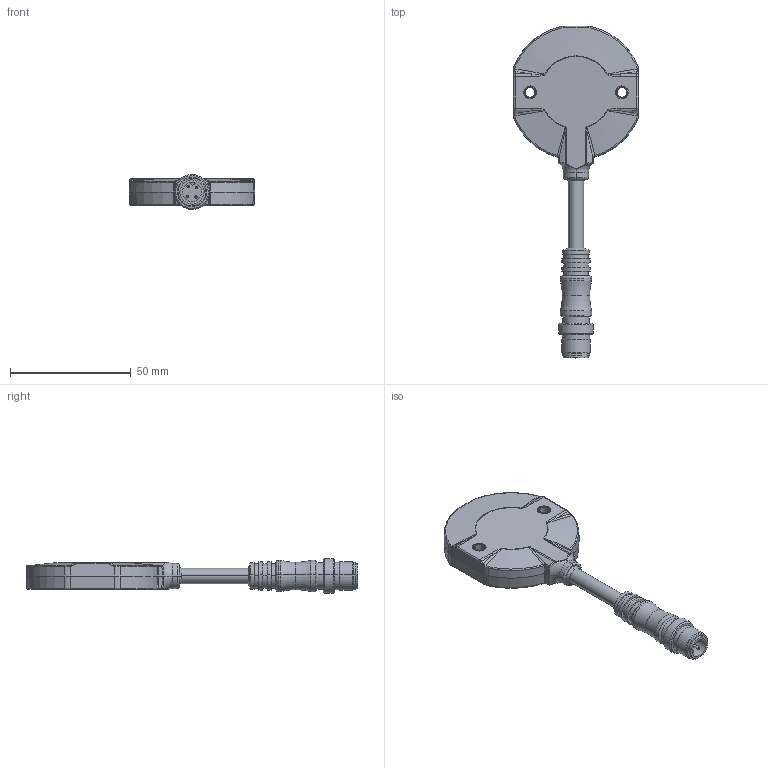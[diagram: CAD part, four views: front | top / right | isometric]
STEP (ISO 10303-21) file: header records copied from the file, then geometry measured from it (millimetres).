
FILE_DESCRIPTION (( 'STEP AP203' ), '1' );
FILE_NAME ('M131_ACW4_GMR.STEP', '2019-11-22T14:54:19', ( '' ), ( '' ), 'SwSTEP 2.0', 'SolidWorks 2017', '' );
FILE_SCHEMA (( 'CONFIG_CONTROL_DESIGN' ));
Length unit declared in the file: millimetre
Products named in the file (4): M131_ACW4_GMR; Surmoulage_final_mono_avec depouilles_capteur single; insert_male_insert tcw4 v4_DÚfaut; Fiche M12
Assembly tree (4 placements, depth 2):
  M131_ACW4_GMR
    Surmoulage_final_mono_avec depouilles_capteur single
    insert_male_insert tcw4 v4_DÚfaut  x2
    Fiche M12
Bounding box: 52 x 137.5 x 14.46 mm (x, y, z)
Volume: 32493.4 mm3; surface area: 11439.8 mm2
Topology: 4 solids, 4 shells, 759 faces, 1951 edges, 1232 vertices
Faces by surface type: plane 298, cylinder 192, bspline 142, cone 70, torus 53, sphere 4
Entity records: 23196 total; most frequent: CARTESIAN_POINT 9428, ORIENTED_EDGE 3014, DIRECTION 2429, EDGE_CURVE 1507, VERTEX_POINT 946, AXIS2_PLACEMENT_3D 907, EDGE_LOOP 641, LINE 615
